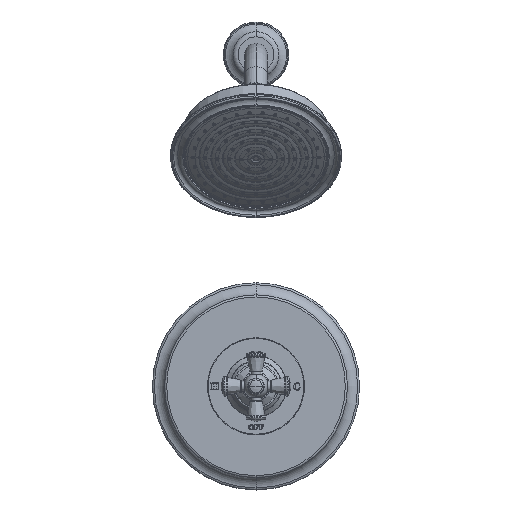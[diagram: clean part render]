
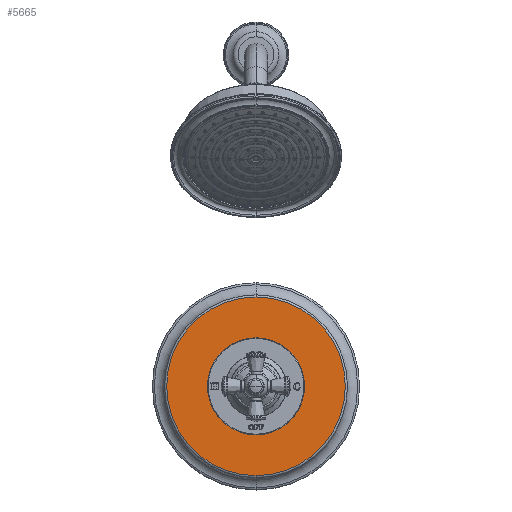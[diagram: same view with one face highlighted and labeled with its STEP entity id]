
A CAD part, top view. The second image highlights one B-rep face of the part: STEP entity #5665.
In plain terms, the highlighted planar face has unit normal (0, 0, 1).
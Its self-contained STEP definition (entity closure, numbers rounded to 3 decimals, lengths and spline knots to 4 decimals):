
#1563=CARTESIAN_POINT('',(0.,0.,0.625));
#1564=DIRECTION('',(0.,0.,1.));
#1565=DIRECTION('',(0.,-1.,0.));
#1566=AXIS2_PLACEMENT_3D('',#1563,#1564,#1565);
#1578=CARTESIAN_POINT('',(0.,0.,0.625));
#1579=DIRECTION('',(0.,0.,1.));
#1580=DIRECTION('',(0.,1.,0.));
#1581=AXIS2_PLACEMENT_3D('',#1578,#1579,#1580);
#1583=CARTESIAN_POINT('',(0.,0.,0.625));
#1584=DIRECTION('',(0.,0.,-1.));
#1585=DIRECTION('',(0.,1.,0.));
#1586=AXIS2_PLACEMENT_3D('',#1583,#1584,#1585);
#1666=CARTESIAN_POINT('',(0.,0.,0.625));
#1667=DIRECTION('',(0.,0.,1.));
#1668=DIRECTION('',(0.,1.,0.));
#1669=AXIS2_PLACEMENT_3D('',#1666,#1667,#1668);
#3746=CARTESIAN_POINT('',(0.,3.233,0.625));
#3747=VERTEX_POINT('',#3746);
#3754=CARTESIAN_POINT('',(0.,-3.233,0.625));
#3755=VERTEX_POINT('',#3754);
#3756=CARTESIAN_POINT('',(0.,-1.757,0.625));
#3757=CARTESIAN_POINT('',(0.,1.757,0.625));
#3758=VERTEX_POINT('',#3756);
#3759=VERTEX_POINT('',#3757);
#5649=CARTESIAN_POINT('',(0.,0.,0.625));
#5650=DIRECTION('',(0.,0.,-1.));
#5651=DIRECTION('',(0.,-1.,0.));
#5652=AXIS2_PLACEMENT_3D('',#5649,#5650,#5651);
#5653=PLANE('',#5652);
#5655=ORIENTED_EDGE('',*,*,#5654,.F.);
#5657=ORIENTED_EDGE('',*,*,#5656,.T.);
#5658=EDGE_LOOP('',(#5655,#5657));
#5659=FACE_OUTER_BOUND('',#5658,.F.);
#5660=ORIENTED_EDGE('',*,*,#5639,.T.);
#5662=ORIENTED_EDGE('',*,*,#5661,.T.);
#5663=EDGE_LOOP('',(#5660,#5662));
#5664=FACE_BOUND('',#5663,.F.);
#5665=ADVANCED_FACE('',(#5659,#5664),#5653,.F.);
#1567=CIRCLE('',#1566,1.757);
#1582=CIRCLE('',#1581,3.233);
#1587=CIRCLE('',#1586,3.233);
#1670=CIRCLE('',#1669,1.757);
#5639=EDGE_CURVE('',#3758,#3759,#1567,.T.);
#5654=EDGE_CURVE('',#3747,#3755,#1582,.T.);
#5656=EDGE_CURVE('',#3747,#3755,#1587,.T.);
#5661=EDGE_CURVE('',#3759,#3758,#1670,.T.);
